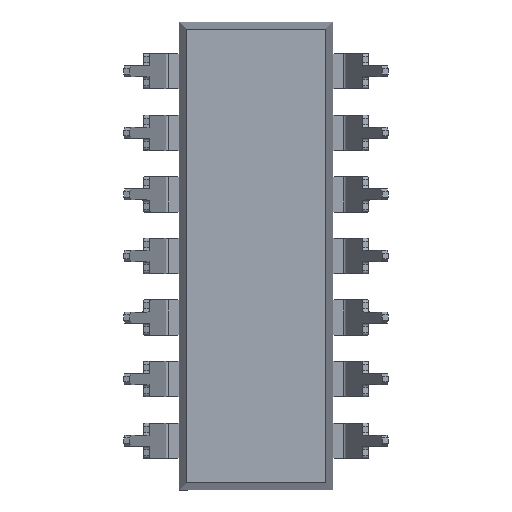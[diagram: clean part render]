
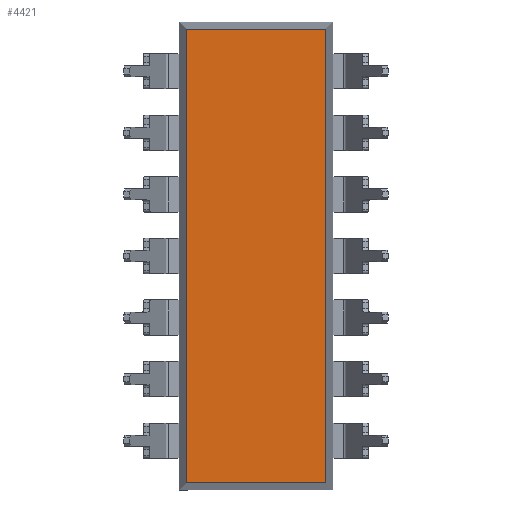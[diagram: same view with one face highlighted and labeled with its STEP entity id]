
A CAD part, front view. The second image highlights one B-rep face of the part: STEP entity #4421.
In plain terms, the highlighted planar face has unit normal (0, -1, 0).
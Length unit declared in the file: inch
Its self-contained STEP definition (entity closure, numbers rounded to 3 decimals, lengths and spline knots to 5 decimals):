
#15 = LINE ( 'NONE', #1747, #5182 ) ;
#137 = EDGE_LOOP ( 'NONE', ( #2971, #1815, #940, #3468 ) ) ;
#511 = DIRECTION ( 'NONE',  ( 1., 0., 0. ) ) ;
#570 = AXIS2_PLACEMENT_3D ( 'NONE', #2037, #3427, #511 ) ;
#799 = CARTESIAN_POINT ( 'NONE',  ( -0.125, -0.09, -0.36805 ) ) ;
#902 = CARTESIAN_POINT ( 'NONE',  ( -0.11305, -0.09, 0.38 ) ) ;
#940 = ORIENTED_EDGE ( 'NONE', *, *, #6310, .T. ) ;
#1027 = CARTESIAN_POINT ( 'NONE',  ( 0.11305, -0.09, -0.36805 ) ) ;
#1247 = PLANE ( 'NONE',  #570 ) ;
#1723 = DIRECTION ( 'NONE',  ( 0., 0., -1. ) ) ;
#1747 = CARTESIAN_POINT ( 'NONE',  ( 0.11305, -0.09, -0.38 ) ) ;
#1815 = ORIENTED_EDGE ( 'NONE', *, *, #9538, .T. ) ;
#2037 = CARTESIAN_POINT ( 'NONE',  ( 0., -0.09, 0. ) ) ;
#2151 = CARTESIAN_POINT ( 'NONE',  ( -0.11305, -0.09, -0.36805 ) ) ;
#2630 = LINE ( 'NONE', #6356, #5173 ) ;
#2901 = LINE ( 'NONE', #799, #5105 ) ;
#2971 = ORIENTED_EDGE ( 'NONE', *, *, #5239, .T. ) ;
#3056 = CARTESIAN_POINT ( 'NONE',  ( 0.11305, -0.09, 0.36805 ) ) ;
#3427 = DIRECTION ( 'NONE',  ( 0., -1., 0. ) ) ;
#3468 = ORIENTED_EDGE ( 'NONE', *, *, #6704, .T. ) ;
#3952 = LINE ( 'NONE', #902, #6935 ) ;
#4325 = FACE_OUTER_BOUND ( 'NONE', #137, .T. ) ;
#4393 = DIRECTION ( 'NONE',  ( 1., 0., 0. ) ) ;
#4421 = ADVANCED_FACE ( 'NONE', ( #4325 ), #1247, .T. ) ;
#4598 = DIRECTION ( 'NONE',  ( 0., 0., 1. ) ) ;
#5105 = VECTOR ( 'NONE', #4393, 39.37008 ) ;
#5129 = CARTESIAN_POINT ( 'NONE',  ( -0.11305, -0.09, 0.36805 ) ) ;
#5173 = VECTOR ( 'NONE', #7338, 39.37008 ) ;
#5182 = VECTOR ( 'NONE', #4598, 39.37008 ) ;
#5239 = EDGE_CURVE ( 'NONE', #5667, #6189, #3952, .T. ) ;
#5667 = VERTEX_POINT ( 'NONE', #5129 ) ;
#6189 = VERTEX_POINT ( 'NONE', #2151 ) ;
#6310 = EDGE_CURVE ( 'NONE', #7484, #9109, #15, .T. ) ;
#6356 = CARTESIAN_POINT ( 'NONE',  ( 0.125, -0.09, 0.36805 ) ) ;
#6704 = EDGE_CURVE ( 'NONE', #9109, #5667, #2630, .T. ) ;
#6935 = VECTOR ( 'NONE', #1723, 39.37008 ) ;
#7338 = DIRECTION ( 'NONE',  ( -1., 0., 0. ) ) ;
#7484 = VERTEX_POINT ( 'NONE', #1027 ) ;
#9109 = VERTEX_POINT ( 'NONE', #3056 ) ;
#9538 = EDGE_CURVE ( 'NONE', #6189, #7484, #2901, .T. ) ;
